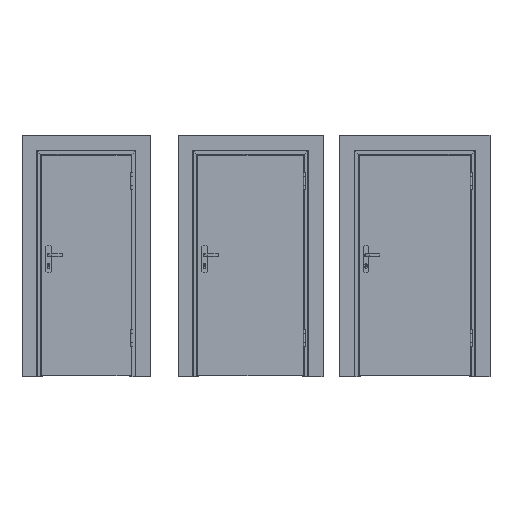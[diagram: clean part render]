
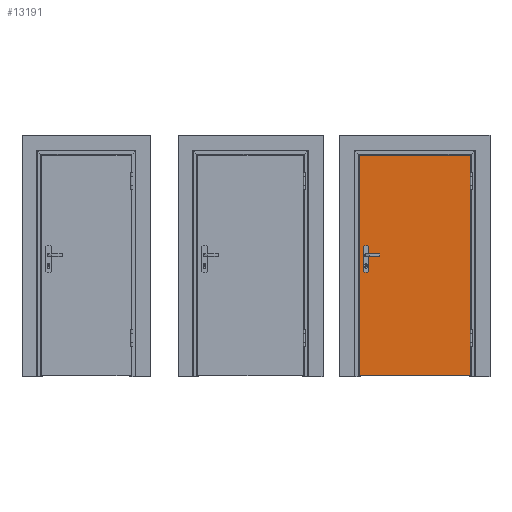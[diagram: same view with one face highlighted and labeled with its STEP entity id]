
A CAD part, front view. The second image highlights one B-rep face of the part: STEP entity #13191.
In plain terms, the highlighted planar face has unit normal (0, -1, 0).
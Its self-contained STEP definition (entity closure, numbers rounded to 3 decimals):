
#4052=FACE_BOUND('',#25758,.T.);
#4053=FACE_BOUND('',#25759,.T.);
#7890=CIRCLE('',#90450,98.321);
#7891=CIRCLE('',#90451,98.321);
#13191=ADVANCED_FACE('',(#4052,#4053),#16447,.T.);
#16447=PLANE('',#90452);
#25758=EDGE_LOOP('',(#44355,#44356,#44357,#44358));
#25759=EDGE_LOOP('',(#44359,#44360,#44361,#44362));
#44355=ORIENTED_EDGE('',*,*,#66921,.T.);
#44356=ORIENTED_EDGE('',*,*,#66922,.T.);
#44357=ORIENTED_EDGE('',*,*,#66923,.T.);
#44358=ORIENTED_EDGE('',*,*,#66924,.T.);
#44359=ORIENTED_EDGE('',*,*,#66899,.F.);
#44360=ORIENTED_EDGE('',*,*,#66919,.F.);
#44361=ORIENTED_EDGE('',*,*,#66880,.F.);
#44362=ORIENTED_EDGE('',*,*,#66912,.F.);
#56326=VERTEX_POINT('',#143830);
#56327=VERTEX_POINT('',#143832);
#56345=VERTEX_POINT('',#143869);
#56346=VERTEX_POINT('',#143871);
#56361=VERTEX_POINT('',#143914);
#56362=VERTEX_POINT('',#143915);
#56363=VERTEX_POINT('',#143917);
#56364=VERTEX_POINT('',#143919);
#66880=EDGE_CURVE('',#56326,#56327,#75475,.T.);
#66899=EDGE_CURVE('',#56345,#56346,#75494,.T.);
#66912=EDGE_CURVE('',#56346,#56326,#75505,.T.);
#66919=EDGE_CURVE('',#56327,#56345,#75510,.T.);
#66921=EDGE_CURVE('',#56361,#56362,#7890,.T.);
#66922=EDGE_CURVE('',#56362,#56363,#75512,.T.);
#66923=EDGE_CURVE('',#56363,#56364,#7891,.T.);
#66924=EDGE_CURVE('',#56364,#56361,#75513,.T.);
#75475=LINE('',#143831,#82912);
#75494=LINE('',#143870,#82931);
#75505=LINE('',#143895,#82942);
#75510=LINE('',#143909,#82947);
#75512=LINE('',#143916,#82949);
#75513=LINE('',#143920,#82950);
#82912=VECTOR('',#108854,1.);
#82931=VECTOR('',#108875,1.);
#82942=VECTOR('',#108892,1.);
#82947=VECTOR('',#108907,1.);
#82949=VECTOR('',#108915,1.);
#82950=VECTOR('',#108918,1.);
#90450=AXIS2_PLACEMENT_3D('',#143913,#108913,#108914);
#90451=AXIS2_PLACEMENT_3D('',#143918,#108916,#108917);
#90452=AXIS2_PLACEMENT_3D('',#143921,#108919,#108920);
#108854=DIRECTION('',(0.,0.,-1.));
#108875=DIRECTION('',(0.,0.,1.));
#108892=DIRECTION('',(1.,0.,0.));
#108907=DIRECTION('',(-1.,0.,0.));
#108913=DIRECTION('',(0.,1.,0.));
#108914=DIRECTION('',(0.,0.,-1.));
#108915=DIRECTION('',(0.,0.,-1.));
#108916=DIRECTION('',(0.,1.,0.));
#108917=DIRECTION('',(0.,0.,-1.));
#108918=DIRECTION('',(0.,0.,1.));
#108919=DIRECTION('',(0.,-1.,0.));
#108920=DIRECTION('',(0.,0.,-1.));
#143830=CARTESIAN_POINT('',(3509.,-49.,2017.));
#143831=CARTESIAN_POINT('',(3509.,-49.,-15.));
#143832=CARTESIAN_POINT('',(3509.,-49.,2.));
#143869=CARTESIAN_POINT('',(2491.,-49.,2.));
#143870=CARTESIAN_POINT('',(2491.,-49.,-15.));
#143871=CARTESIAN_POINT('',(2491.,-49.,2017.));
#143895=CARTESIAN_POINT('',(2566.,-49.,2017.));
#143909=CARTESIAN_POINT('',(2566.,-49.,2.));
#143913=CARTESIAN_POINT('',(2556.,-49.,1091.679));
#143914=CARTESIAN_POINT('',(2530.,-49.,1186.5));
#143915=CARTESIAN_POINT('',(2582.,-49.,1186.5));
#143916=CARTESIAN_POINT('',(2582.,-49.,0.));
#143917=CARTESIAN_POINT('',(2582.,-49.,951.5));
#143918=CARTESIAN_POINT('',(2556.,-49.,1046.321));
#143919=CARTESIAN_POINT('',(2530.,-49.,951.5));
#143920=CARTESIAN_POINT('',(2530.,-49.,0.));
#143921=CARTESIAN_POINT('',(3000.,-49.,0.));
